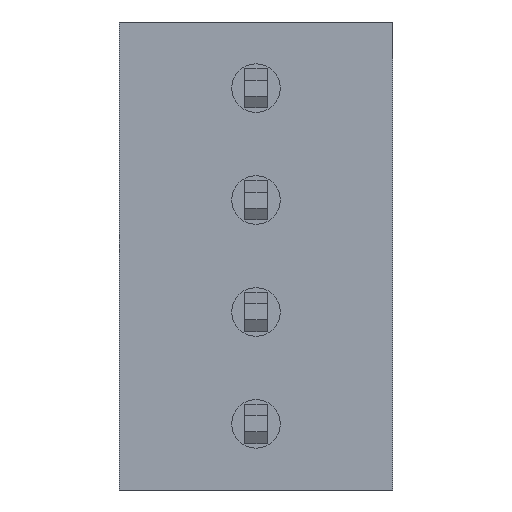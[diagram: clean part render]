
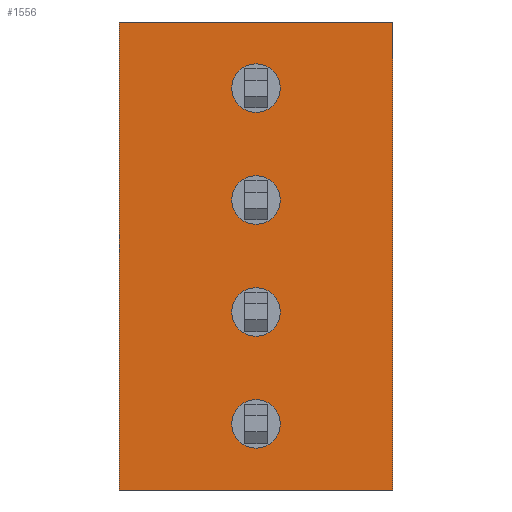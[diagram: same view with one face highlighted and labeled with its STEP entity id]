
A CAD part, front view. The second image highlights one B-rep face of the part: STEP entity #1556.
In plain terms, the highlighted planar face has unit normal (0, -1, 0).
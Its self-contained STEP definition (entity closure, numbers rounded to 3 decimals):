
#3 = CARTESIAN_POINT ( 'NONE',  ( -3.1, 0., -0.95 ) ) ;
#44 = VERTEX_POINT ( 'NONE', #3538 ) ;
#120 = LINE ( 'NONE', #3811, #3196 ) ;
#193 = DIRECTION ( 'NONE',  ( 0., 0., 1. ) ) ;
#286 = CARTESIAN_POINT ( 'NONE',  ( -6.2, 0., -10.62 ) ) ;
#328 = EDGE_LOOP ( 'NONE', ( #1405, #5081 ) ) ;
#330 = DIRECTION ( 'NONE',  ( 0., -1., 0. ) ) ;
#344 = CARTESIAN_POINT ( 'NONE',  ( -3.1, 0., -6.03 ) ) ;
#362 = AXIS2_PLACEMENT_3D ( 'NONE', #4086, #1482, #4911 ) ;
#387 = EDGE_CURVE ( 'NONE', #2915, #44, #2432, .T. ) ;
#417 = EDGE_CURVE ( 'NONE', #44, #3056, #120, .T. ) ;
#616 = FACE_BOUND ( 'NONE', #328, .T. ) ;
#617 = DIRECTION ( 'NONE',  ( 0., 0., 1. ) ) ;
#671 = DIRECTION ( 'NONE',  ( 0., 0., 1. ) ) ;
#716 = DIRECTION ( 'NONE',  ( 0., 0., -1. ) ) ;
#769 = PLANE ( 'NONE',  #2827 ) ;
#793 = CARTESIAN_POINT ( 'NONE',  ( 0., 0., -10.62 ) ) ;
#816 = FACE_BOUND ( 'NONE', #2986, .T. ) ;
#907 = CARTESIAN_POINT ( 'NONE',  ( -3.1, 0., -8.57 ) ) ;
#972 = FACE_BOUND ( 'NONE', #3587, .T. ) ;
#1052 = FACE_OUTER_BOUND ( 'NONE', #6009, .T. ) ;
#1057 = EDGE_CURVE ( 'NONE', #1568, #4536, #2763, .T. ) ;
#1076 = CIRCLE ( 'NONE', #1408, 0.55 ) ;
#1149 = AXIS2_PLACEMENT_3D ( 'NONE', #1444, #4876, #2226 ) ;
#1183 = EDGE_CURVE ( 'NONE', #2975, #5485, #4792, .T. ) ;
#1197 = LINE ( 'NONE', #4640, #5699 ) ;
#1238 = EDGE_CURVE ( 'NONE', #3056, #4263, #4451, .T. ) ;
#1324 = CIRCLE ( 'NONE', #3671, 0.55 ) ;
#1351 = ORIENTED_EDGE ( 'NONE', *, *, #417, .T. ) ;
#1379 = ORIENTED_EDGE ( 'NONE', *, *, #3616, .F. ) ;
#1405 = ORIENTED_EDGE ( 'NONE', *, *, #1183, .F. ) ;
#1408 = AXIS2_PLACEMENT_3D ( 'NONE', #3971, #4776, #193 ) ;
#1432 = CARTESIAN_POINT ( 'NONE',  ( -6.2, 0., 0. ) ) ;
#1444 = CARTESIAN_POINT ( 'NONE',  ( -3.1, 0., -1.5 ) ) ;
#1482 = DIRECTION ( 'NONE',  ( 0., -1., 0. ) ) ;
#1503 = CARTESIAN_POINT ( 'NONE',  ( -3.1, 0., -9.12 ) ) ;
#1556 = ADVANCED_FACE ( 'NONE', ( #616, #816, #3130, #972, #1052 ), #769, .F. ) ;
#1568 = VERTEX_POINT ( 'NONE', #907 ) ;
#1664 = VERTEX_POINT ( 'NONE', #5079 ) ;
#1675 = ORIENTED_EDGE ( 'NONE', *, *, #1057, .F. ) ;
#1738 = AXIS2_PLACEMENT_3D ( 'NONE', #3002, #330, #3739 ) ;
#1863 = EDGE_CURVE ( 'NONE', #5363, #3450, #1076, .T. ) ;
#1964 = CARTESIAN_POINT ( 'NONE',  ( -3.1, 0., -9.67 ) ) ;
#1982 = DIRECTION ( 'NONE',  ( 1., 0., 0. ) ) ;
#2162 = AXIS2_PLACEMENT_3D ( 'NONE', #2864, #2505, #3613 ) ;
#2226 = DIRECTION ( 'NONE',  ( 0., 0., 1. ) ) ;
#2258 = ORIENTED_EDGE ( 'NONE', *, *, #4997, .F. ) ;
#2262 = ORIENTED_EDGE ( 'NONE', *, *, #1863, .F. ) ;
#2394 = DIRECTION ( 'NONE',  ( 0., -1., 0. ) ) ;
#2432 = LINE ( 'NONE', #286, #2966 ) ;
#2505 = DIRECTION ( 'NONE',  ( 0., -1., 0. ) ) ;
#2529 = CIRCLE ( 'NONE', #362, 0.55 ) ;
#2579 = CARTESIAN_POINT ( 'NONE',  ( -3.1, 0., -7.13 ) ) ;
#2589 = CIRCLE ( 'NONE', #1738, 0.55 ) ;
#2763 = CIRCLE ( 'NONE', #4931, 0.55 ) ;
#2827 = AXIS2_PLACEMENT_3D ( 'NONE', #4390, #2862, #3597 ) ;
#2862 = DIRECTION ( 'NONE',  ( 0., 1., 0. ) ) ;
#2864 = CARTESIAN_POINT ( 'NONE',  ( -3.1, 0., -4.04 ) ) ;
#2915 = VERTEX_POINT ( 'NONE', #1432 ) ;
#2966 = VECTOR ( 'NONE', #716, 1000. ) ;
#2975 = VERTEX_POINT ( 'NONE', #4740 ) ;
#2986 = EDGE_LOOP ( 'NONE', ( #4466, #5278 ) ) ;
#3002 = CARTESIAN_POINT ( 'NONE',  ( -3.1, 0., -9.12 ) ) ;
#3032 = VECTOR ( 'NONE', #671, 1000. ) ;
#3040 = VERTEX_POINT ( 'NONE', #3 ) ;
#3056 = VERTEX_POINT ( 'NONE', #793 ) ;
#3130 = FACE_BOUND ( 'NONE', #4655, .T. ) ;
#3150 = DIRECTION ( 'NONE',  ( 0., -1., 0. ) ) ;
#3196 = VECTOR ( 'NONE', #4962, 1000. ) ;
#3261 = DIRECTION ( 'NONE',  ( 0., -1., 0. ) ) ;
#3275 = CIRCLE ( 'NONE', #4357, 0.55 ) ;
#3450 = VERTEX_POINT ( 'NONE', #2579 ) ;
#3538 = CARTESIAN_POINT ( 'NONE',  ( -6.2, 0., -10.62 ) ) ;
#3587 = EDGE_LOOP ( 'NONE', ( #1675, #1379 ) ) ;
#3597 = DIRECTION ( 'NONE',  ( 0., 0., 1. ) ) ;
#3613 = DIRECTION ( 'NONE',  ( 0., 0., 1. ) ) ;
#3616 = EDGE_CURVE ( 'NONE', #4536, #1568, #2589, .T. ) ;
#3671 = AXIS2_PLACEMENT_3D ( 'NONE', #5943, #3261, #617 ) ;
#3739 = DIRECTION ( 'NONE',  ( 0., 0., 1. ) ) ;
#3811 = CARTESIAN_POINT ( 'NONE',  ( 0., 0., -10.62 ) ) ;
#3936 = CIRCLE ( 'NONE', #1149, 0.55 ) ;
#3971 = CARTESIAN_POINT ( 'NONE',  ( -3.1, 0., -6.58 ) ) ;
#4086 = CARTESIAN_POINT ( 'NONE',  ( -3.1, 0., -6.58 ) ) ;
#4181 = CARTESIAN_POINT ( 'NONE',  ( 0., 0., 0. ) ) ;
#4263 = VERTEX_POINT ( 'NONE', #4181 ) ;
#4357 = AXIS2_PLACEMENT_3D ( 'NONE', #5039, #2394, #5823 ) ;
#4389 = DIRECTION ( 'NONE',  ( 0., 0., 1. ) ) ;
#4390 = CARTESIAN_POINT ( 'NONE',  ( 0., 0., 0. ) ) ;
#4393 = EDGE_CURVE ( 'NONE', #3450, #5363, #2529, .T. ) ;
#4451 = LINE ( 'NONE', #4768, #3032 ) ;
#4459 = ORIENTED_EDGE ( 'NONE', *, *, #4393, .F. ) ;
#4466 = ORIENTED_EDGE ( 'NONE', *, *, #5565, .F. ) ;
#4536 = VERTEX_POINT ( 'NONE', #1964 ) ;
#4639 = EDGE_CURVE ( 'NONE', #5485, #2975, #3275, .T. ) ;
#4640 = CARTESIAN_POINT ( 'NONE',  ( 0., 0., 0. ) ) ;
#4655 = EDGE_LOOP ( 'NONE', ( #2262, #4459 ) ) ;
#4740 = CARTESIAN_POINT ( 'NONE',  ( -3.1, 0., -3.49 ) ) ;
#4768 = CARTESIAN_POINT ( 'NONE',  ( 0., 0., -0.425 ) ) ;
#4776 = DIRECTION ( 'NONE',  ( 0., -1., 0. ) ) ;
#4789 = ORIENTED_EDGE ( 'NONE', *, *, #1238, .T. ) ;
#4792 = CIRCLE ( 'NONE', #2162, 0.55 ) ;
#4876 = DIRECTION ( 'NONE',  ( 0., -1., 0. ) ) ;
#4911 = DIRECTION ( 'NONE',  ( 0., 0., 1. ) ) ;
#4931 = AXIS2_PLACEMENT_3D ( 'NONE', #1503, #3150, #4389 ) ;
#4962 = DIRECTION ( 'NONE',  ( 1., 0., 0. ) ) ;
#4997 = EDGE_CURVE ( 'NONE', #2915, #4263, #1197, .T. ) ;
#5039 = CARTESIAN_POINT ( 'NONE',  ( -3.1, 0., -4.04 ) ) ;
#5079 = CARTESIAN_POINT ( 'NONE',  ( -3.1, 0., -2.05 ) ) ;
#5081 = ORIENTED_EDGE ( 'NONE', *, *, #4639, .F. ) ;
#5085 = EDGE_CURVE ( 'NONE', #1664, #3040, #1324, .T. ) ;
#5278 = ORIENTED_EDGE ( 'NONE', *, *, #5085, .F. ) ;
#5363 = VERTEX_POINT ( 'NONE', #344 ) ;
#5485 = VERTEX_POINT ( 'NONE', #5869 ) ;
#5565 = EDGE_CURVE ( 'NONE', #3040, #1664, #3936, .T. ) ;
#5699 = VECTOR ( 'NONE', #1982, 1000. ) ;
#5710 = ORIENTED_EDGE ( 'NONE', *, *, #387, .T. ) ;
#5823 = DIRECTION ( 'NONE',  ( 0., 0., 1. ) ) ;
#5869 = CARTESIAN_POINT ( 'NONE',  ( -3.1, 0., -4.59 ) ) ;
#5943 = CARTESIAN_POINT ( 'NONE',  ( -3.1, 0., -1.5 ) ) ;
#6009 = EDGE_LOOP ( 'NONE', ( #5710, #1351, #4789, #2258 ) ) ;
